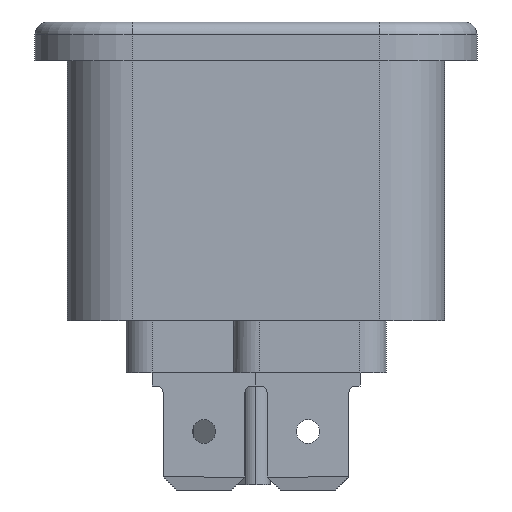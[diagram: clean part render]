
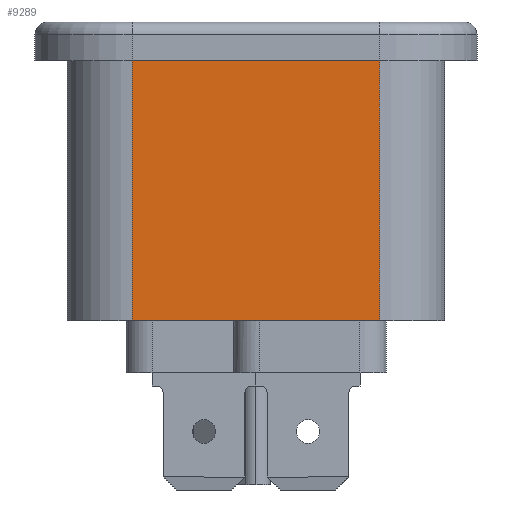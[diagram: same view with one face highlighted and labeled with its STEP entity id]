
A CAD part, left-side view. The second image highlights one B-rep face of the part: STEP entity #9289.
In plain terms, the highlighted planar face has unit normal (-1, 0, 0).
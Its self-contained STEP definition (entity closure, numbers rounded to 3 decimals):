
#188 = VERTEX_POINT ( 'NONE', #2616 ) ;
#2616 = CARTESIAN_POINT ( 'NONE',  ( -24.292, 14.447, -5.75 ) ) ;
#7263 = CARTESIAN_POINT ( 'NONE',  ( -24.292, -4.553, -5.75 ) ) ;
#7292 = DIRECTION ( 'NONE',  ( 0., 1., 0. ) ) ;
#7293 = VECTOR ( 'NONE', #7292, 1000. ) ;
#7294 = CARTESIAN_POINT ( 'NONE',  ( -24.292, 14.447, -5.75 ) ) ;
#7295 = LINE ( 'NONE', #7294, #7293 ) ;
#7391 = LINE ( 'NONE', #7423, #7445 ) ;
#7416 = AXIS2_PLACEMENT_3D ( 'NONE', #7450, #7449, #7448 ) ;
#7417 = FACE_OUTER_BOUND ( 'NONE', #9306, .T. ) ;
#7418 = DIRECTION ( 'NONE',  ( 0., 1., 0. ) ) ;
#7419 = VECTOR ( 'NONE', #7418, 1000. ) ;
#7420 = CARTESIAN_POINT ( 'NONE',  ( -24.292, 14.447, 14.25 ) ) ;
#7421 = LINE ( 'NONE', #7420, #7419 ) ;
#7422 = DIRECTION ( 'NONE',  ( 0., 0., 1. ) ) ;
#7423 = CARTESIAN_POINT ( 'NONE',  ( -24.292, -4.553, -5.75 ) ) ;
#7424 = DIRECTION ( 'NONE',  ( 0., 0., 1. ) ) ;
#7425 = VECTOR ( 'NONE', #7424, 1000. ) ;
#7426 = CARTESIAN_POINT ( 'NONE',  ( -24.292, 14.447, -5.75 ) ) ;
#7427 = LINE ( 'NONE', #7426, #7425 ) ;
#7428 = PLANE ( 'NONE',  #7416 ) ;
#7445 = VECTOR ( 'NONE', #7422, 1000. ) ;
#7448 = DIRECTION ( 'NONE',  ( 0., 0., -1. ) ) ;
#7449 = DIRECTION ( 'NONE',  ( 1., 0., 0. ) ) ;
#7450 = CARTESIAN_POINT ( 'NONE',  ( -24.292, 14.447, -5.75 ) ) ;
#7472 = CARTESIAN_POINT ( 'NONE',  ( -24.292, -4.553, 14.25 ) ) ;
#7494 = CARTESIAN_POINT ( 'NONE',  ( -24.292, 14.447, 14.25 ) ) ;
#9231 = VERTEX_POINT ( 'NONE', #7263 ) ;
#9236 = EDGE_CURVE ( 'NONE', #9231, #188, #7295, .T. ) ;
#9284 = EDGE_CURVE ( 'NONE', #188, #9299, #7427, .T. ) ;
#9286 = EDGE_CURVE ( 'NONE', #9308, #9299, #7421, .T. ) ;
#9288 = ORIENTED_EDGE ( 'NONE', *, *, #9293, .T. ) ;
#9289 = ADVANCED_FACE ( 'NONE', ( #7417 ), #7428, .F. ) ;
#9290 = ORIENTED_EDGE ( 'NONE', *, *, #9284, .F. ) ;
#9291 = ORIENTED_EDGE ( 'NONE', *, *, #9286, .T. ) ;
#9293 = EDGE_CURVE ( 'NONE', #9231, #9308, #7391, .T. ) ;
#9294 = ORIENTED_EDGE ( 'NONE', *, *, #9236, .F. ) ;
#9299 = VERTEX_POINT ( 'NONE', #7494 ) ;
#9306 = EDGE_LOOP ( 'NONE', ( #9291, #9290, #9294, #9288 ) ) ;
#9308 = VERTEX_POINT ( 'NONE', #7472 ) ;
